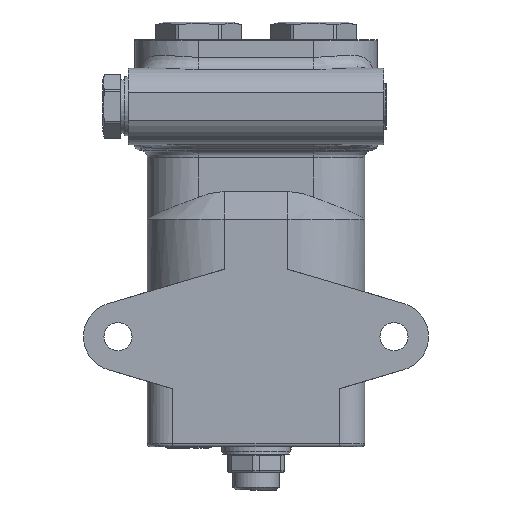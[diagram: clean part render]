
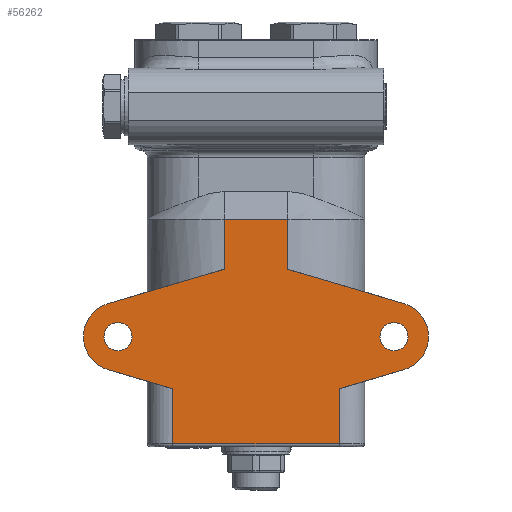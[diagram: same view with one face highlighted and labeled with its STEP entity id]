
A CAD part, front view. The second image highlights one B-rep face of the part: STEP entity #56262.
In plain terms, the highlighted planar face has unit normal (0, -1, 0).
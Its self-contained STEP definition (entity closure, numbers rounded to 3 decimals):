
#55669=CARTESIAN_POINT('',(102.0,0.,32.));
#55670=VERTEX_POINT('',#55669);
#55671=CARTESIAN_POINT('',(96.5,0.0,32.));
#55672=DIRECTION('',(0.0,1.0,0.0));
#55673=DIRECTION('',(-1.0,0.0,0.0));
#55674=AXIS2_PLACEMENT_3D('',#55671,#55672,#55673);
#55675=CIRCLE('',#55674,5.5);
#55676=EDGE_CURVE('',#55670,#55670,#55675,.T.);
#55779=CARTESIAN_POINT('',(-6.,0.,32.));
#55780=VERTEX_POINT('',#55779);
#55781=CARTESIAN_POINT('',(-11.5,0.0,32.));
#55782=DIRECTION('',(0.0,1.0,0.0));
#55783=DIRECTION('',(-1.0,0.0,0.0));
#55784=AXIS2_PLACEMENT_3D('',#55781,#55782,#55783);
#55785=CIRCLE('',#55784,5.5);
#55786=EDGE_CURVE('',#55780,#55780,#55785,.T.);
#56115=CARTESIAN_POINT('',(10.,0.,-10.));
#56116=VERTEX_POINT('',#56115);
#56117=CARTESIAN_POINT('',(10.,0.,11.585));
#56118=VERTEX_POINT('',#56117);
#56119=CARTESIAN_POINT('',(10.,0.,-10.));
#56120=DIRECTION('',(0.0,0.0,1.0));
#56121=VECTOR('',#56120,21.585);
#56122=LINE('',#56119,#56121);
#56123=EDGE_CURVE('',#56116,#56118,#56122,.T.);
#56143=CARTESIAN_POINT('',(75.,0.,0.0));
#56144=DIRECTION('',(0.0,-1.0,0.0));
#56145=DIRECTION('',(0.0,0.0,-1.0));
#56146=AXIS2_PLACEMENT_3D('',#56143,#56144,#56145);
#56147=PLANE('',#56146);
#56148=CARTESIAN_POINT('',(75.,0.,-10.));
#56149=VERTEX_POINT('',#56148);
#56150=CARTESIAN_POINT('',(75.,0.,11.585));
#56151=VERTEX_POINT('',#56150);
#56152=CARTESIAN_POINT('',(75.,0.,-10.));
#56153=DIRECTION('',(0.0,0.0,1.0));
#56154=VECTOR('',#56153,21.585);
#56155=LINE('',#56152,#56154);
#56156=EDGE_CURVE('',#56149,#56151,#56155,.T.);
#56157=ORIENTED_EDGE('',*,*,#56156,.T.);
#56158=CARTESIAN_POINT('',(100.319,0.,19.051));
#56159=VERTEX_POINT('',#56158);
#56160=CARTESIAN_POINT('',(100.319,0.,19.051));
#56161=DIRECTION('',(-0.959,0.,-0.283));
#56162=VECTOR('',#56161,26.397);
#56163=LINE('',#56160,#56162);
#56164=EDGE_CURVE('',#56159,#56151,#56163,.T.);
#56165=ORIENTED_EDGE('',*,*,#56164,.F.);
#56166=CARTESIAN_POINT('',(100.319,0.,44.949));
#56167=VERTEX_POINT('',#56166);
#56168=CARTESIAN_POINT('',(96.5,0.,32.));
#56169=DIRECTION('',(0.,1.,0.));
#56170=DIRECTION('',(-0.283,0.,0.959));
#56171=AXIS2_PLACEMENT_3D('',#56168,#56169,#56170);
#56172=CIRCLE('',#56171,13.5);
#56173=EDGE_CURVE('',#56167,#56159,#56172,.T.);
#56174=ORIENTED_EDGE('',*,*,#56173,.F.);
#56175=CARTESIAN_POINT('',(55.,0.,58.314));
#56176=VERTEX_POINT('',#56175);
#56177=CARTESIAN_POINT('',(55.,0.,58.314));
#56178=DIRECTION('',(0.959,0.,-0.283));
#56179=VECTOR('',#56178,47.248);
#56180=LINE('',#56177,#56179);
#56181=EDGE_CURVE('',#56176,#56167,#56180,.T.);
#56182=ORIENTED_EDGE('',*,*,#56181,.F.);
#56183=CARTESIAN_POINT('',(55.,0.,78.0));
#56184=VERTEX_POINT('',#56183);
#56185=CARTESIAN_POINT('',(55.,0.,58.314));
#56186=DIRECTION('',(0.0,0.0,1.0));
#56187=VECTOR('',#56186,19.686);
#56188=LINE('',#56185,#56187);
#56189=EDGE_CURVE('',#56176,#56184,#56188,.T.);
#56190=ORIENTED_EDGE('',*,*,#56189,.T.);
#56191=CARTESIAN_POINT('',(54.95,0.,78.0));
#56192=VERTEX_POINT('',#56191);
#56193=CARTESIAN_POINT('',(55.,0.,78.0));
#56194=DIRECTION('',(-1.0,0.0,0.0));
#56195=VECTOR('',#56194,0.05);
#56196=LINE('',#56193,#56195);
#56197=EDGE_CURVE('',#56184,#56192,#56196,.T.);
#56198=ORIENTED_EDGE('',*,*,#56197,.T.);
#56199=CARTESIAN_POINT('',(30.05,0.,78.0));
#56200=VERTEX_POINT('',#56199);
#56201=CARTESIAN_POINT('',(54.95,0.,78.0));
#56202=DIRECTION('',(-1.0,0.0,0.0));
#56203=VECTOR('',#56202,24.9);
#56204=LINE('',#56201,#56203);
#56205=EDGE_CURVE('',#56192,#56200,#56204,.T.);
#56206=ORIENTED_EDGE('',*,*,#56205,.T.);
#56207=CARTESIAN_POINT('',(30.,0.,78.0));
#56208=VERTEX_POINT('',#56207);
#56209=CARTESIAN_POINT('',(30.,30.,78.0));
#56210=DIRECTION('',(0.0,0.0,-1.0));
#56211=DIRECTION('',(-1.0,0.0,0.0));
#56212=AXIS2_PLACEMENT_3D('',#56209,#56210,#56211);
#56213=CIRCLE('',#56212,30.);
#56214=EDGE_CURVE('',#56200,#56208,#56213,.T.);
#56215=ORIENTED_EDGE('',*,*,#56214,.T.);
#56216=CARTESIAN_POINT('',(30.,0.,58.314));
#56217=VERTEX_POINT('',#56216);
#56218=CARTESIAN_POINT('',(30.,0.,58.314));
#56219=DIRECTION('',(0.0,0.0,1.0));
#56220=VECTOR('',#56219,19.686);
#56221=LINE('',#56218,#56220);
#56222=EDGE_CURVE('',#56217,#56208,#56221,.T.);
#56223=ORIENTED_EDGE('',*,*,#56222,.F.);
#56224=CARTESIAN_POINT('',(-15.319,0.,44.949));
#56225=VERTEX_POINT('',#56224);
#56226=CARTESIAN_POINT('',(-15.319,0.,44.949));
#56227=DIRECTION('',(0.959,0.,0.283));
#56228=VECTOR('',#56227,47.248);
#56229=LINE('',#56226,#56228);
#56230=EDGE_CURVE('',#56225,#56217,#56229,.T.);
#56231=ORIENTED_EDGE('',*,*,#56230,.F.);
#56232=CARTESIAN_POINT('',(-15.319,0.,19.051));
#56233=VERTEX_POINT('',#56232);
#56234=CARTESIAN_POINT('',(-11.5,0.,32.));
#56235=DIRECTION('',(0.,1.0,0.));
#56236=DIRECTION('',(0.283,0.,-0.959));
#56237=AXIS2_PLACEMENT_3D('',#56234,#56235,#56236);
#56238=CIRCLE('',#56237,13.5);
#56239=EDGE_CURVE('',#56233,#56225,#56238,.T.);
#56240=ORIENTED_EDGE('',*,*,#56239,.F.);
#56241=CARTESIAN_POINT('',(10.,0.,11.585));
#56242=DIRECTION('',(-0.959,0.,0.283));
#56243=VECTOR('',#56242,26.397);
#56244=LINE('',#56241,#56243);
#56245=EDGE_CURVE('',#56118,#56233,#56244,.T.);
#56246=ORIENTED_EDGE('',*,*,#56245,.F.);
#56247=ORIENTED_EDGE('',*,*,#56123,.F.);
#56248=CARTESIAN_POINT('',(75.0,0.,-10.));
#56249=DIRECTION('',(-1.0,0.0,0.0));
#56250=VECTOR('',#56249,65.0);
#56251=LINE('',#56248,#56250);
#56252=EDGE_CURVE('',#56149,#56116,#56251,.T.);
#56253=ORIENTED_EDGE('',*,*,#56252,.F.);
#56254=EDGE_LOOP('',(#56157,#56165,#56174,#56182,#56190,#56198,#56206,#56215,#56223,#56231,#56240,#56246,#56247,#56253));
#56255=FACE_OUTER_BOUND('',#56254,.T.);
#56256=ORIENTED_EDGE('',*,*,#55676,.T.);
#56257=EDGE_LOOP('',(#56256));
#56258=FACE_BOUND('',#56257,.T.);
#56259=ORIENTED_EDGE('',*,*,#55786,.T.);
#56260=EDGE_LOOP('',(#56259));
#56261=FACE_BOUND('',#56260,.T.);
#56262=ADVANCED_FACE('',(#56255,#56258,#56261),#56147,.T.);
